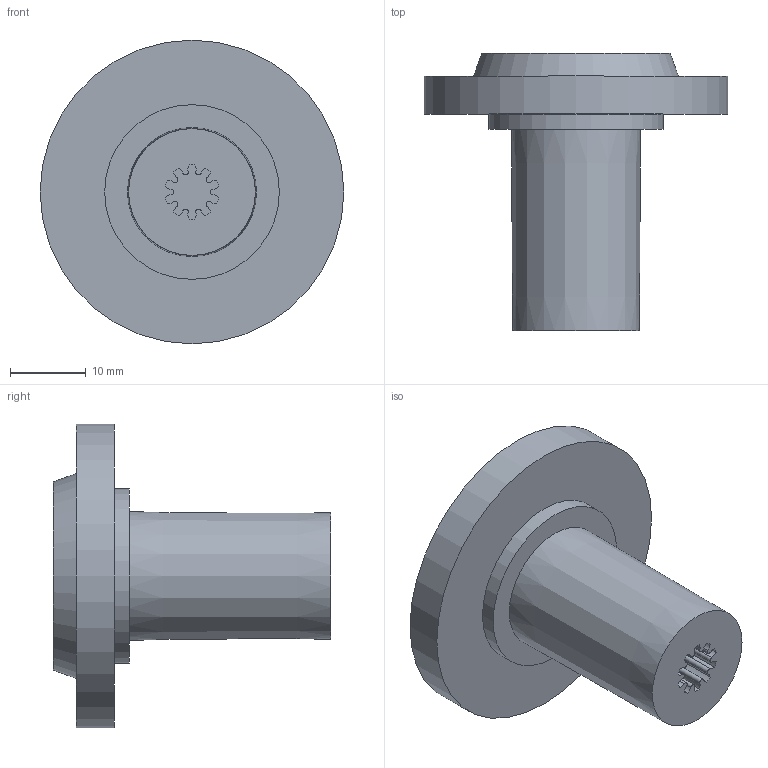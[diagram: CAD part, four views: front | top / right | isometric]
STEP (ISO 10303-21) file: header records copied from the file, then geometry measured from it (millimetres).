
FILE_DESCRIPTION(/* description */ (''),/* implementation_level */ '2;1');
FILE_NAME(/* name */ 'Disco rodamiento_V5_x1.stp',/* time_stamp */ '2024-12-18T11:48:49Z',/* author */ ('patri'),/* organization */ (''),/* preprocessor_version */ 'ST-DEVELOPER v19.2',/* originating_system */ 'Autodesk Inventor 2024',/* authorisation */ '');
FILE_SCHEMA (('AUTOMOTIVE_DESIGN { 1 0 10303 214 3 1 1 }'));
Length unit declared in the file: millimetre
Products named in the file (1): Disco rodamiento_V5_x1
Bounding box: 40 x 36.5 x 40 mm (x, y, z)
Volume: 12243.3 mm3; surface area: 5937.8 mm2
Topology: 1 solids, 1 shells, 58 faces, 145 edges, 96 vertices
Faces by surface type: cylinder 44, plane 9, torus 3, cone 2
Full cylindrical faces by diameter (mm): 8.3 x1, 21 x1, 23 x1, 40 x1
Entity records: 1835 total; most frequent: DIRECTION 362, CARTESIAN_POINT 300, ORIENTED_EDGE 290, AXIS2_PLACEMENT_3D 158, EDGE_CURVE 145, CIRCLE 99, VERTEX_POINT 96, EDGE_LOOP 65
